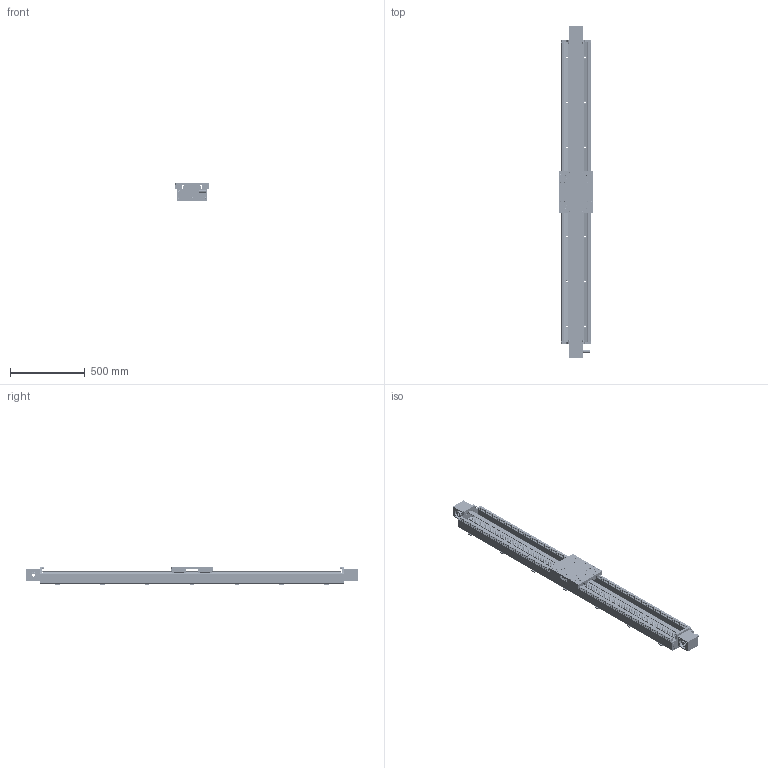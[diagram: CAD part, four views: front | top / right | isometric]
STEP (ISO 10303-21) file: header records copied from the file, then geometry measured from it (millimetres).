
FILE_DESCRIPTION((''),'2;1');
FILE_NAME('KK-BD-225-20-8M30-2000.stp','2013-01-18T10:54:45',('kurt'),(''),'Autodesk Inventor 2013','Autodesk Inventor 2013','');
FILE_SCHEMA(('AUTOMOTIVE_DESIGN { 1 0 10303 214 1 1 1 1 }'));
Length unit declared in the file: millimetre
Products named in the file (3): KK-BD-225-20-8M30-2000; KK-BD-225-20-8M30-2000-BODY; KK-BD-225-20-8M30-CARRIAGE
Assembly tree (2 placements, depth 2):
  KK-BD-225-20-8M30-2000
    KK-BD-225-20-8M30-2000-BODY
    KK-BD-225-20-8M30-CARRIAGE
Bounding box: 225 x 2220 x 120 mm (x, y, z)
Volume: 18337542.4 mm3; surface area: 2399423.1 mm2
Topology: 6 solids, 292 shells, 5719 faces, 14579 edges, 9629 vertices
Faces by surface type: plane 3445, cylinder 1443, cone 355, bspline 244, torus 228, sphere 4
Full cylindrical faces by diameter (mm): 2.459 x4, 3 x4, 3.5 x4, 4.134 x66, 4.917 x8, 5 x98, 5.5 x20, 6 x84, 6.6 x8, 6.647 x10, 8 x34, 8.376 x8, 8.5 x82, 9 x34, 9.5 x132, 10 x24, 10.106 x14, 11 x12, 13 x18, 15 x18, 18 x15, 40 x4, 68 x4
Entity records: 170316 total; most frequent: CARTESIAN_POINT 36144, DIRECTION 25666, ORIENTED_EDGE 25282, EDGE_CURVE 12641, VERTEX_POINT 8957, AXIS2_PLACEMENT_3D 8783, VECTOR 8100, LINE 8100
